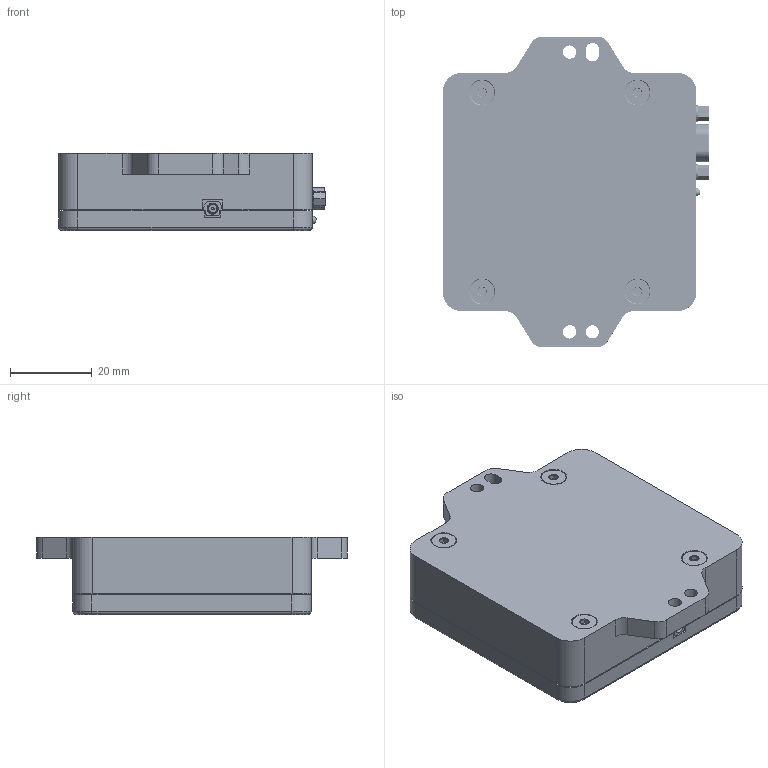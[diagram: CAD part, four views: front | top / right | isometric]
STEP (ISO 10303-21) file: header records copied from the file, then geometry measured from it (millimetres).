
FILE_DESCRIPTION(/* description */ (''),/* implementation_level */ '2;1');
FILE_NAME(/* name */ '3065-0184_no pcb.stp',/* time_stamp */ '2015-05-15T10:10:27-04:00',/* author */ ('chad_thelen'),/* organization */ (''),/* preprocessor_version */ 'ST-DEVELOPER v15.6',/* originating_system */ 'Autodesk Inventor 2015',/* authorisation */ '');
FILE_SCHEMA (('CONFIG_CONTROL_DESIGN'));
Length unit declared in the file: inch
Products named in the file (7): 3065-0180_connectors; 3065-0182; 3065-0183; 9104-0011; 3065-0185; 9100-0224; 3065-0184_no pcb
Assembly tree (14 placements, depth 2):
  3065-0184_no pcb
    3065-0180_connectors
    3065-0182
    3065-0183
    9104-0011  x2
    3065-0185
    9100-0224  x8
Bounding box: 65.38 x 76.2 x 18.89 mm (x, y, z)
Volume: 19612.4 mm3; surface area: 27283.7 mm2
Topology: 42 solids, 42 shells, 2250 faces, 5215 edges, 2982 vertices
Faces by surface type: cylinder 929, plane 775, torus 246, cone 121, sphere 111, bspline 68
Full cylindrical faces by diameter (mm): 0.584 x9, 0.7 x2, 0.813 x18, 0.965 x9, 0.991 x9, 1.702 x2, 1.905 x1, 1.93 x1, 2 x2, 2.184 x2, 2.4 x1, 2.413 x2, 2.7 x1, 2.794 x4, 2.946 x2, 3.175 x2, 3.188 x1, 3.277 x2, 3.607 x8, 3.988 x2, 4.064 x4, 4.191 x2, 6 x8, 6.35 x8
Entity records: 64761 total; most frequent: CARTESIAN_POINT 17677, DIRECTION 10534, ORIENTED_EDGE 9120, EDGE_CURVE 4557, AXIS2_PLACEMENT_3D 4030, VERTEX_POINT 2732, LINE 2474, VECTOR 2474
